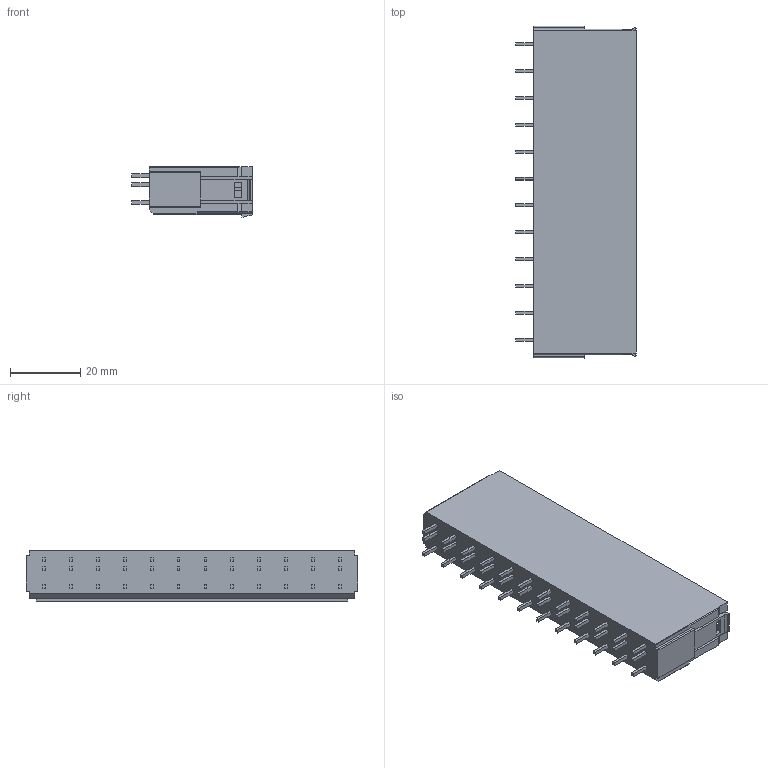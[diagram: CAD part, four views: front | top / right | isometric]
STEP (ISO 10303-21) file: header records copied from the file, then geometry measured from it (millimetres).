
FILE_DESCRIPTION((''),'2;1');
FILE_NAME('TLPHC-501V','2024-09-12T10:44:26',('sheji'),(''),'CREO PARAMETRIC BY PTC INC, 2018100','CREO PARAMETRIC BY PTC INC, 2018100','');
FILE_SCHEMA(('CONFIG_CONTROL_DESIGN'));
Length unit declared in the file: millimetre
Products named in the file (1): TLPHC-501V
Bounding box: 34.25 x 94.24 x 14.29 mm (x, y, z)
Volume: 23101.6 mm3; surface area: 19354.7 mm2
Topology: 1 solids, 1 shells, 971 faces, 2697 edges, 1798 vertices
Faces by surface type: plane 744, cylinder 227
Entity records: 30910 total; most frequent: CARTESIAN_POINT 5509, ORIENTED_EDGE 5394, DIRECTION 5077, EDGE_CURVE 2697, VECTOR 2243, LINE 2243, VERTEX_POINT 1798, AXIS2_PLACEMENT_3D 1417
